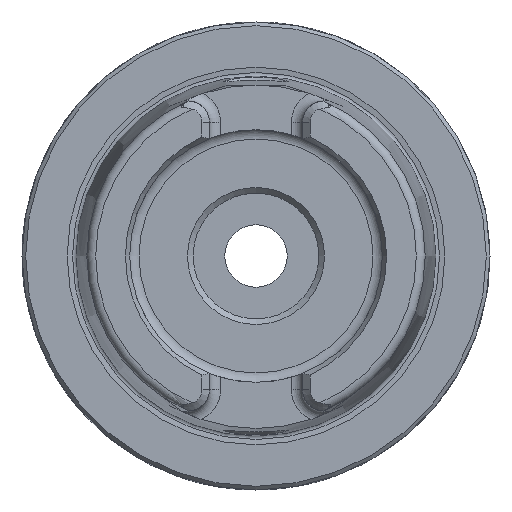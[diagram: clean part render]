
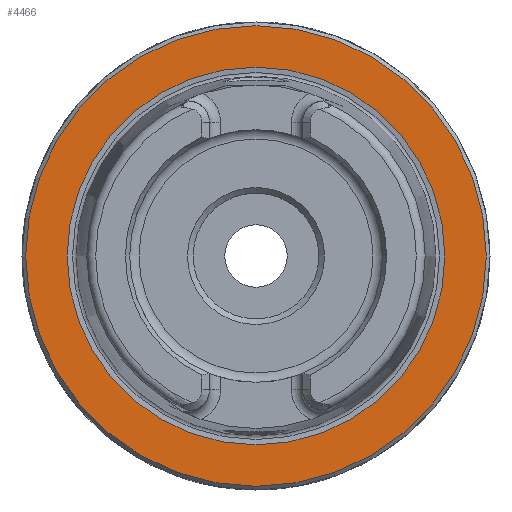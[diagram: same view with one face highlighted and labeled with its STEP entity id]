
A CAD part, left-side view. The second image highlights one B-rep face of the part: STEP entity #4466.
In plain terms, the highlighted planar face has unit normal (-1, 0, 0).
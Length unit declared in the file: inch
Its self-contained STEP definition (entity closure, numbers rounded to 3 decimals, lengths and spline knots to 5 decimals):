
#4432=CARTESIAN_POINT('',(0.0,1.22047,0.));
#4433=VERTEX_POINT('',#4432);
#4434=CARTESIAN_POINT('',(0.0,0.0,0.0));
#4435=DIRECTION('',(1.0,0.0,0.0));
#4436=DIRECTION('',(0.0,-1.0,0.0));
#4437=AXIS2_PLACEMENT_3D('',#4434,#4435,#4436);
#4438=CIRCLE('',#4437,1.22047);
#4439=EDGE_CURVE('',#4433,#4433,#4438,.T.);
#4447=CARTESIAN_POINT('',(0.0,0.62008,0.0));
#4448=DIRECTION('',(-1.0,0.0,0.0));
#4449=DIRECTION('',(0.0,0.0,1.0));
#4450=AXIS2_PLACEMENT_3D('',#4447,#4448,#4449);
#4451=PLANE('',#4450);
#4452=ORIENTED_EDGE('',*,*,#4439,.F.);
#4453=EDGE_LOOP('',(#4452));
#4454=FACE_OUTER_BOUND('',#4453,.T.);
#4455=CARTESIAN_POINT('',(0.0,1.0008,0.0));
#4456=VERTEX_POINT('',#4455);
#4457=CARTESIAN_POINT('',(0.0,0.0,0.0));
#4458=DIRECTION('',(1.0,0.0,0.0));
#4459=DIRECTION('',(0.0,1.0,0.0));
#4460=AXIS2_PLACEMENT_3D('',#4457,#4458,#4459);
#4461=CIRCLE('',#4460,1.0008);
#4462=EDGE_CURVE('',#4456,#4456,#4461,.T.);
#4463=ORIENTED_EDGE('',*,*,#4462,.T.);
#4464=EDGE_LOOP('',(#4463));
#4465=FACE_BOUND('',#4464,.T.);
#4466=ADVANCED_FACE('',(#4454,#4465),#4451,.T.);
